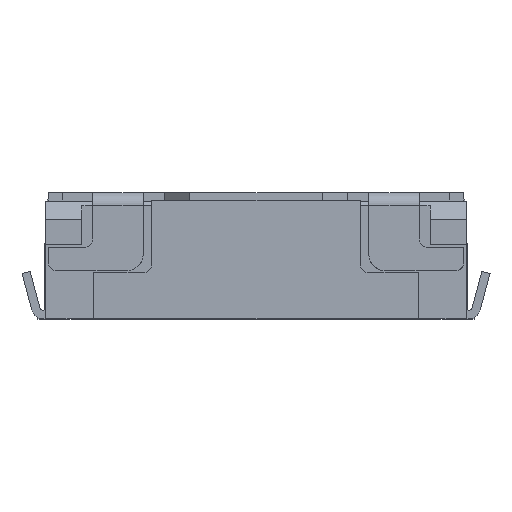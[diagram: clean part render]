
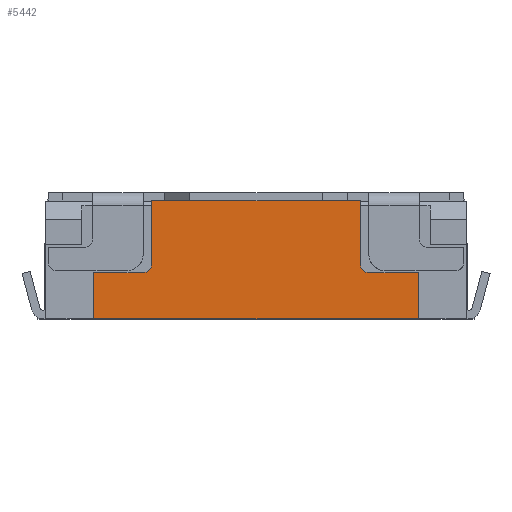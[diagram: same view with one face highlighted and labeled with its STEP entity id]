
A CAD part, top view. The second image highlights one B-rep face of the part: STEP entity #5442.
In plain terms, the highlighted planar face has unit normal (0, 0, 1).
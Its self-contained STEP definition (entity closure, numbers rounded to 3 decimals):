
#12 = AXIS2_PLACEMENT_3D ( 'NONE', #8654, #4960, #5912 ) ;
#164 = DIRECTION ( 'NONE',  ( 0., 1., 0. ) ) ;
#544 = DIRECTION ( 'NONE',  ( -1., 0., 0. ) ) ;
#1004 = CARTESIAN_POINT ( 'NONE',  ( -1.34, 0.65, 3.4 ) ) ;
#1108 = CARTESIAN_POINT ( 'NONE',  ( -1.34, 0.55, 3.4 ) ) ;
#1387 = PLANE ( 'NONE',  #12 ) ;
#1425 = VECTOR ( 'NONE', #8991, 1000. ) ;
#1455 = VERTEX_POINT ( 'NONE', #3399 ) ;
#1506 = CARTESIAN_POINT ( 'NONE',  ( 2.52, 0.55, 3.4 ) ) ;
#2010 = DIRECTION ( 'NONE',  ( -1., 0., 0. ) ) ;
#2081 = CARTESIAN_POINT ( 'NONE',  ( -1.93, 0., 3.4 ) ) ;
#2195 = VECTOR ( 'NONE', #2645, 1000. ) ;
#2260 = CARTESIAN_POINT ( 'NONE',  ( -1.24, 1.43, 3.4 ) ) ;
#2317 = EDGE_CURVE ( 'NONE', #11203, #5984, #9055, .T. ) ;
#2319 = LINE ( 'NONE', #2260, #9244 ) ;
#2372 = EDGE_CURVE ( 'NONE', #6130, #10558, #10805, .T. ) ;
#2389 = ORIENTED_EDGE ( 'NONE', *, *, #2372, .T. ) ;
#2415 = DIRECTION ( 'NONE',  ( -1., 0., 0. ) ) ;
#2594 = EDGE_CURVE ( 'NONE', #5984, #11728, #3233, .T. ) ;
#2645 = DIRECTION ( 'NONE',  ( 0., -1., 0. ) ) ;
#2652 = LINE ( 'NONE', #9630, #6937 ) ;
#2910 = DIRECTION ( 'NONE',  ( 0., 0., -1. ) ) ;
#2979 = EDGE_CURVE ( 'NONE', #4961, #6130, #9537, .T. ) ;
#2981 = DIRECTION ( 'NONE',  ( 0., -1., 0. ) ) ;
#3146 = VECTOR ( 'NONE', #6864, 1000. ) ;
#3233 = LINE ( 'NONE', #1506, #3146 ) ;
#3399 = CARTESIAN_POINT ( 'NONE',  ( 1.93, 0., 3.4 ) ) ;
#3422 = EDGE_LOOP ( 'NONE', ( #4515, #7787, #10650, #2389, #7376, #9649, #10706, #6634, #9617, #9392 ) ) ;
#3503 = AXIS2_PLACEMENT_3D ( 'NONE', #1004, #2910, #2010 ) ;
#4156 = EDGE_CURVE ( 'NONE', #1455, #10558, #5972, .T. ) ;
#4254 = CARTESIAN_POINT ( 'NONE',  ( -1.24, 1.4, 3.4 ) ) ;
#4515 = ORIENTED_EDGE ( 'NONE', *, *, #8344, .T. ) ;
#4704 = LINE ( 'NONE', #11068, #7882 ) ;
#4714 = CARTESIAN_POINT ( 'NONE',  ( -1.93, 0.55, 3.4 ) ) ;
#4960 = DIRECTION ( 'NONE',  ( 0., 0., -1. ) ) ;
#4961 = VERTEX_POINT ( 'NONE', #1108 ) ;
#5163 = DIRECTION ( 'NONE',  ( 0., -1., 0. ) ) ;
#5355 = LINE ( 'NONE', #10057, #1425 ) ;
#5442 = ADVANCED_FACE ( 'NONE', ( #7816 ), #1387, .F. ) ;
#5636 = CARTESIAN_POINT ( 'NONE',  ( 1.93, 0.55, 3.4 ) ) ;
#5766 = VERTEX_POINT ( 'NONE', #8523 ) ;
#5783 = VECTOR ( 'NONE', #544, 1000. ) ;
#5912 = DIRECTION ( 'NONE',  ( -1., 0., 0. ) ) ;
#5972 = LINE ( 'NONE', #9826, #5783 ) ;
#5984 = VERTEX_POINT ( 'NONE', #7932 ) ;
#6130 = VERTEX_POINT ( 'NONE', #4714 ) ;
#6280 = CARTESIAN_POINT ( 'NONE',  ( -1.93, 0.55, 3.4 ) ) ;
#6363 = CARTESIAN_POINT ( 'NONE',  ( 1.24, 1.4, 3.4 ) ) ;
#6634 = ORIENTED_EDGE ( 'NONE', *, *, #2317, .F. ) ;
#6864 = DIRECTION ( 'NONE',  ( 1., 0., 0. ) ) ;
#6937 = VECTOR ( 'NONE', #5163, 1000. ) ;
#6940 = DIRECTION ( 'NONE',  ( 0., 0., 1. ) ) ;
#7070 = CARTESIAN_POINT ( 'NONE',  ( -1.24, 0.55, 3.4 ) ) ;
#7131 = DIRECTION ( 'NONE',  ( -1., 0., 0. ) ) ;
#7376 = ORIENTED_EDGE ( 'NONE', *, *, #4156, .F. ) ;
#7695 = VECTOR ( 'NONE', #7131, 1000. ) ;
#7729 = VERTEX_POINT ( 'NONE', #4254 ) ;
#7787 = ORIENTED_EDGE ( 'NONE', *, *, #11233, .T. ) ;
#7816 = FACE_OUTER_BOUND ( 'NONE', #3422, .T. ) ;
#7882 = VECTOR ( 'NONE', #164, 1000. ) ;
#7932 = CARTESIAN_POINT ( 'NONE',  ( 1.34, 0.55, 3.4 ) ) ;
#8344 = EDGE_CURVE ( 'NONE', #7729, #5766, #2319, .T. ) ;
#8523 = CARTESIAN_POINT ( 'NONE',  ( -1.24, 0.65, 3.4 ) ) ;
#8641 = CIRCLE ( 'NONE', #3503, 0.1 ) ;
#8654 = CARTESIAN_POINT ( 'NONE',  ( 2.52, 0.28, 3.4 ) ) ;
#8704 = EDGE_CURVE ( 'NONE', #7729, #11306, #5355, .T. ) ;
#8875 = CARTESIAN_POINT ( 'NONE',  ( 1.24, 0.65, 3.4 ) ) ;
#8991 = DIRECTION ( 'NONE',  ( 1., 0., 0. ) ) ;
#9055 = CIRCLE ( 'NONE', #11519, 0.1 ) ;
#9244 = VECTOR ( 'NONE', #2981, 1000. ) ;
#9392 = ORIENTED_EDGE ( 'NONE', *, *, #8704, .F. ) ;
#9537 = LINE ( 'NONE', #7070, #7695 ) ;
#9617 = ORIENTED_EDGE ( 'NONE', *, *, #11313, .T. ) ;
#9630 = CARTESIAN_POINT ( 'NONE',  ( 1.93, 0.28, 3.4 ) ) ;
#9649 = ORIENTED_EDGE ( 'NONE', *, *, #11619, .F. ) ;
#9681 = CARTESIAN_POINT ( 'NONE',  ( 1.34, 0.65, 3.4 ) ) ;
#9826 = CARTESIAN_POINT ( 'NONE',  ( 2.52, 0., 3.4 ) ) ;
#10057 = CARTESIAN_POINT ( 'NONE',  ( 0., 1.4, 3.4 ) ) ;
#10558 = VERTEX_POINT ( 'NONE', #2081 ) ;
#10650 = ORIENTED_EDGE ( 'NONE', *, *, #2979, .T. ) ;
#10706 = ORIENTED_EDGE ( 'NONE', *, *, #2594, .F. ) ;
#10805 = LINE ( 'NONE', #6280, #2195 ) ;
#11068 = CARTESIAN_POINT ( 'NONE',  ( 1.24, 1.43, 3.4 ) ) ;
#11203 = VERTEX_POINT ( 'NONE', #8875 ) ;
#11233 = EDGE_CURVE ( 'NONE', #5766, #4961, #8641, .T. ) ;
#11306 = VERTEX_POINT ( 'NONE', #6363 ) ;
#11313 = EDGE_CURVE ( 'NONE', #11203, #11306, #4704, .T. ) ;
#11519 = AXIS2_PLACEMENT_3D ( 'NONE', #9681, #6940, #2415 ) ;
#11619 = EDGE_CURVE ( 'NONE', #11728, #1455, #2652, .T. ) ;
#11728 = VERTEX_POINT ( 'NONE', #5636 ) ;
